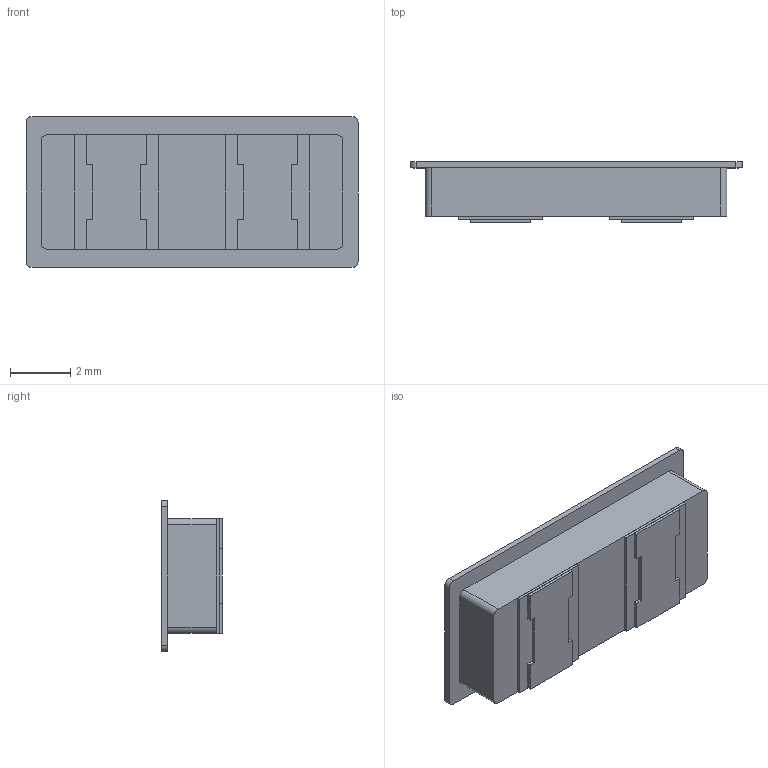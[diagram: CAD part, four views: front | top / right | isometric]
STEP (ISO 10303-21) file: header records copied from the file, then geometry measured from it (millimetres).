
FILE_DESCRIPTION (( 'STEP AP214' ), '1' );
FILE_NAME ('ECX-19A.STEP', '2017-12-07T19:39:08', ( '' ), ( '' ), 'SwSTEP 2.0', 'SolidWorks 2016', '' );
FILE_SCHEMA (( 'AUTOMOTIVE_DESIGN' ));
Length unit declared in the file: millimetre
Products named in the file (1): ECX-19A
Bounding box: 11 x 2 x 5 mm (x, y, z)
Volume: 75.2 mm3; surface area: 310.7 mm2
Topology: 6 solids, 6 shells, 60 faces, 144 edges, 96 vertices
Faces by surface type: plane 52, cylinder 8
Entity records: 2045 total; most frequent: CARTESIAN_POINT 301, ORIENTED_EDGE 288, DIRECTION 282, EDGE_CURVE 144, LINE 128, VECTOR 128, VERTEX_POINT 96, AXIS2_PLACEMENT_3D 77
